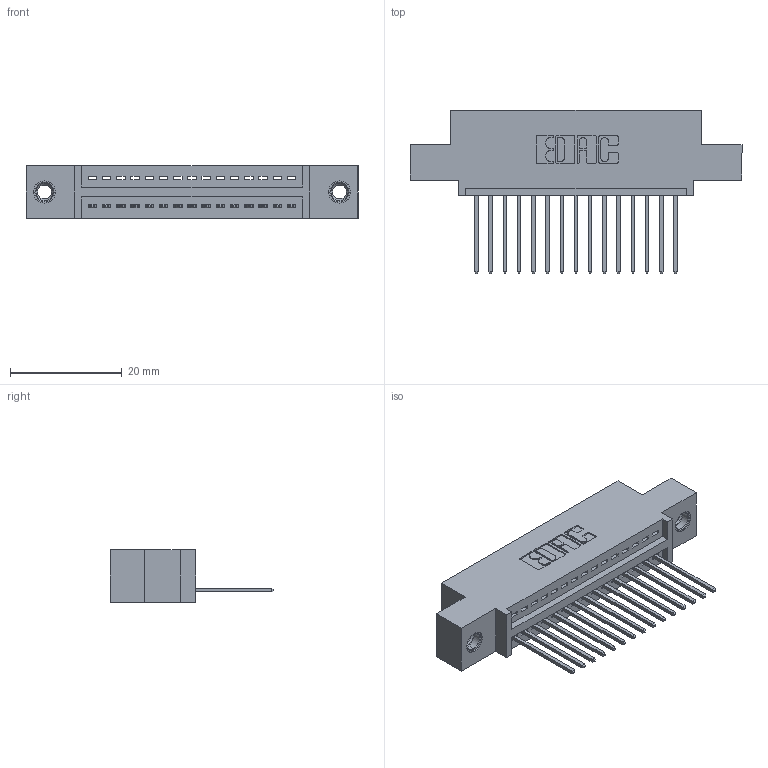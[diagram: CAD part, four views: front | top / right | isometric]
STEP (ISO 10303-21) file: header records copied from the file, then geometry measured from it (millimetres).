
FILE_DESCRIPTION (( 'STEP AP203' ), '1' );
FILE_NAME ('345-015-540-407.STEP', '2018-08-18T20:02:28', ( '' ), ( '' ), 'SwSTEP 2.0', 'SolidWorks 2016', '' );
FILE_SCHEMA (( 'CONFIG_CONTROL_DESIGN' ));
Length unit declared in the file: inch
Products named in the file (4): 345-250-001_345-250-005-103; 345-015-540-407; 345 Part_0.110 Offset - 0.156 Dia-TI; 345-292-001_345-293-140
Assembly tree (18 placements, depth 2):
  345-015-540-407
    345 Part_0.110 Offset - 0.156 Dia-TI
    345-292-001_345-293-140  x15
    345-250-001_345-250-005-103  x2
Bounding box: 59.31 x 29.13 x 9.4 mm (x, y, z)
Volume: 5345.5 mm3; surface area: 6997.3 mm2
Topology: 18 solids, 18 shells, 1060 faces, 3129 edges, 2058 vertices
Faces by surface type: plane 716, cylinder 328, cone 12, torus 4
Entity records: 16260 total; most frequent: CARTESIAN_POINT 2800, ORIENTED_EDGE 2742, DIRECTION 2511, EDGE_CURVE 1371, LINE 1159, VECTOR 1159, VERTEX_POINT 908, AXIS2_PLACEMENT_3D 676
